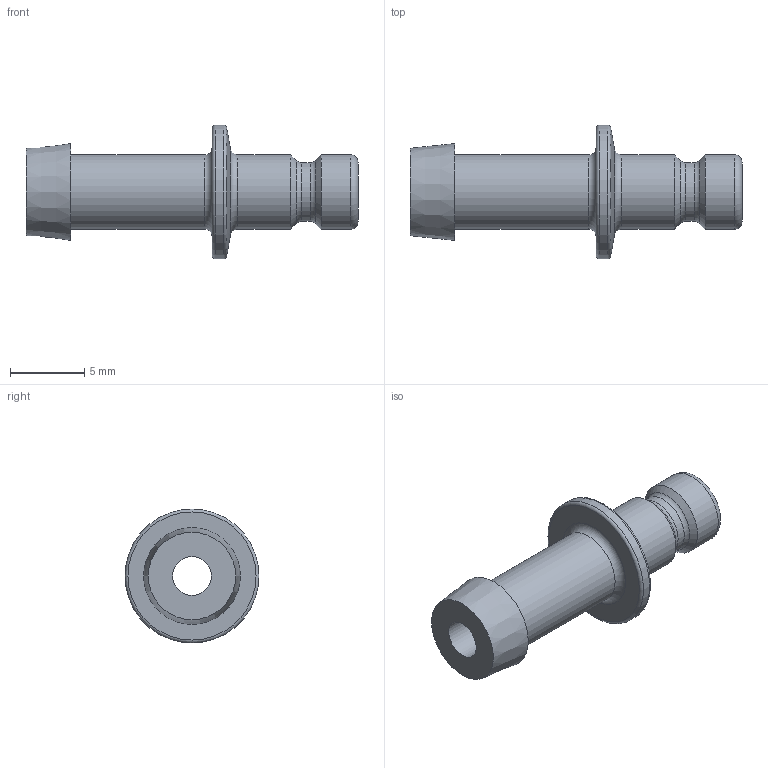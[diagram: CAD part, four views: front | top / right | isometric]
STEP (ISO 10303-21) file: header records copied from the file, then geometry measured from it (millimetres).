
FILE_DESCRIPTION(/* description */ (''),/* implementation_level */ '2;1');
FILE_NAME(/* name */ '20sftf05mxn.stp',/* time_stamp */ '2021-06-15T14:07:38+02:00',/* author */ ('IA176480'),/* organization */ (''),/* preprocessor_version */ 'ST-DEVELOPER v17.2',/* originating_system */ 'Autodesk Inventor 2019',/* authorisation */ '');
FILE_SCHEMA (('CONFIG_CONTROL_DESIGN'));
Length unit declared in the file: millimetre
Products named in the file (1): 20SFTF05MXN
Bounding box: 22.3 x 9 x 9 mm (x, y, z)
Volume: 387.3 mm3; surface area: 674.2 mm2
Topology: 1 solids, 1 shells, 22 faces, 72 edges, 54 vertices
Faces by surface type: torus 7, cylinder 6, cone 5, plane 4
Full cylindrical faces by diameter (mm): 2.6 x1, 3.95 x1, 5 x3, 9 x1
Entity records: 906 total; most frequent: DIRECTION 179, CARTESIAN_POINT 149, ORIENTED_EDGE 144, AXIS2_PLACEMENT_3D 84, EDGE_CURVE 72, CIRCLE 61, VERTEX_POINT 54, EDGE_LOOP 26
